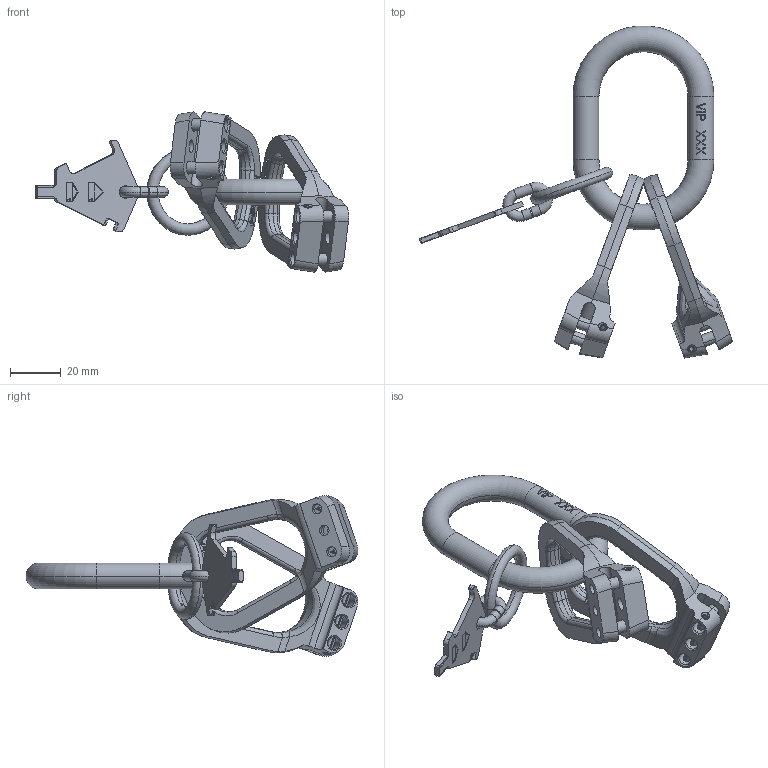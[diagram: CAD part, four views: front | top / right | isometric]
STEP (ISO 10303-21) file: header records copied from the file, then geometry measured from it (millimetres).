
FILE_DESCRIPTION((''),'2;1');
FILE_NAME('001-M31630-P-1_ASM','2005-01-18T',('jakubetz'),(''),'PRO/ENGINEER BY PARAMETRIC TECHNOLOGY CORPORATION, 2001400','PRO/ENGINEER BY PARAMETRIC TECHNOLOGY CORPORATION, 2001400','');
FILE_SCHEMA(('CONFIG_CONTROL_DESIGN'));
Length unit declared in the file: millimetre
Products named in the file (9): 001-M31629-P-1; 001-M31111-P-1; 001-M31047-V01; 001-M31048-V17; 001-M31114-P-4_ASM; 001-M31128-V06; 001-M31129-P-10; 001-M31555-P-2; 001-M31630-P-1_ASM
Assembly tree (10 placements, depth 3):
  001-M31630-P-1_ASM
    001-M31629-P-1
    001-M31114-P-4_ASM  x2
      001-M31111-P-1
      001-M31047-V01
      001-M31048-V17
    001-M31128-V06
    001-M31129-P-10
    001-M31555-P-2
Bounding box: 123.33 x 130.6 x 62.99 mm (x, y, z)
Volume: 43906.4 mm3; surface area: 24977.5 mm2
Topology: 12 solids, 12 shells, 1124 faces, 2991 edges, 1936 vertices
Faces by surface type: plane 800, cylinder 136, cone 88, extrusion 52, torus 24, bspline 24
Entity records: 24401 total; most frequent: CARTESIAN_POINT 6755, ORIENTED_EDGE 3850, DIRECTION 3180, EDGE_CURVE 1925, VECTOR 1426, LINE 1374, VERTEX_POINT 1252, AXIS2_PLACEMENT_3D 877
